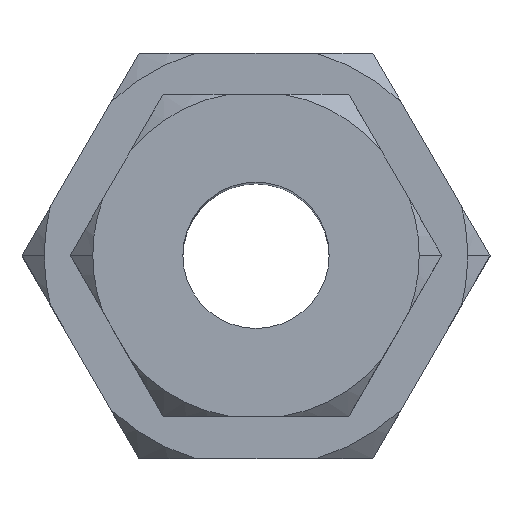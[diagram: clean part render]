
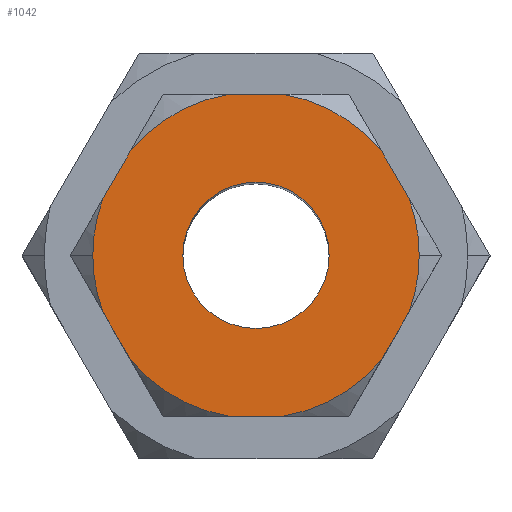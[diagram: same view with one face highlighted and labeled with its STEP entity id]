
A CAD part, top view. The second image highlights one B-rep face of the part: STEP entity #1042.
In plain terms, the highlighted planar face has unit normal (0, 0, 1).
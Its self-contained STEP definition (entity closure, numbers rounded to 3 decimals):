
#250=CARTESIAN_POINT('',(-6.5,0.,89.661));
#251=VERTEX_POINT('',#250);
#267=CARTESIAN_POINT('',(6.5,0.,89.661));
#268=VERTEX_POINT('',#267);
#275=CARTESIAN_POINT('',(0.,0.,89.661));
#276=DIRECTION('',(0.0,0.0,-1.0));
#277=DIRECTION('',(-1.0,0.0,0.0));
#278=AXIS2_PLACEMENT_3D('',#275,#276,#277);
#279=CIRCLE('',#278,6.5);
#280=EDGE_CURVE('',#251,#268,#279,.T.);
#364=CARTESIAN_POINT('',(14.498,0.,89.661));
#365=VERTEX_POINT('',#364);
#374=CARTESIAN_POINT('',(13.603,-5.013,89.661));
#375=VERTEX_POINT('',#374);
#376=CARTESIAN_POINT('',(0.,0.,89.661));
#377=DIRECTION('',(0.0,0.0,1.0));
#378=DIRECTION('',(1.0,0.0,0.0));
#379=AXIS2_PLACEMENT_3D('',#376,#377,#378);
#380=CIRCLE('',#379,14.498);
#381=EDGE_CURVE('',#375,#365,#380,.T.);
#406=CARTESIAN_POINT('',(-14.498,0.,89.661));
#407=VERTEX_POINT('',#406);
#414=CARTESIAN_POINT('',(-13.603,-5.013,89.661));
#415=VERTEX_POINT('',#414);
#429=CARTESIAN_POINT('',(0.,0.,89.661));
#430=DIRECTION('',(0.0,0.0,1.0));
#431=DIRECTION('',(1.0,0.0,0.0));
#432=AXIS2_PLACEMENT_3D('',#429,#430,#431);
#433=CIRCLE('',#432,14.498);
#434=EDGE_CURVE('',#407,#415,#433,.T.);
#445=CARTESIAN_POINT('',(-13.603,5.013,89.661));
#446=VERTEX_POINT('',#445);
#447=CARTESIAN_POINT('',(0.,0.,89.661));
#448=DIRECTION('',(0.0,0.0,1.0));
#449=DIRECTION('',(1.0,0.0,0.0));
#450=AXIS2_PLACEMENT_3D('',#447,#448,#449);
#451=CIRCLE('',#450,14.498);
#452=EDGE_CURVE('',#446,#407,#451,.T.);
#475=CARTESIAN_POINT('',(-2.46,-14.288,89.661));
#476=VERTEX_POINT('',#475);
#492=CARTESIAN_POINT('',(-11.143,-9.274,89.661));
#493=VERTEX_POINT('',#492);
#494=CARTESIAN_POINT('',(0.,0.,89.661));
#495=DIRECTION('',(0.0,0.0,1.0));
#496=DIRECTION('',(1.0,0.0,0.0));
#497=AXIS2_PLACEMENT_3D('',#494,#495,#496);
#498=CIRCLE('',#497,14.498);
#499=EDGE_CURVE('',#493,#476,#498,.T.);
#524=CARTESIAN_POINT('',(-2.46,14.287,89.661));
#525=VERTEX_POINT('',#524);
#539=CARTESIAN_POINT('',(-11.143,9.274,89.661));
#540=VERTEX_POINT('',#539);
#554=CARTESIAN_POINT('',(0.,0.,89.661));
#555=DIRECTION('',(0.0,0.0,1.0));
#556=DIRECTION('',(1.0,0.0,0.0));
#557=AXIS2_PLACEMENT_3D('',#554,#555,#556);
#558=CIRCLE('',#557,14.498);
#559=EDGE_CURVE('',#525,#540,#558,.T.);
#571=CARTESIAN_POINT('',(11.143,9.274,89.661));
#572=VERTEX_POINT('',#571);
#586=CARTESIAN_POINT('',(2.46,14.287,89.661));
#587=VERTEX_POINT('',#586);
#601=CARTESIAN_POINT('',(0.,0.,89.661));
#602=DIRECTION('',(0.0,0.0,1.0));
#603=DIRECTION('',(1.0,0.0,0.0));
#604=AXIS2_PLACEMENT_3D('',#601,#602,#603);
#605=CIRCLE('',#604,14.498);
#606=EDGE_CURVE('',#572,#587,#605,.T.);
#616=CARTESIAN_POINT('',(11.143,-9.274,89.661));
#617=VERTEX_POINT('',#616);
#633=CARTESIAN_POINT('',(2.46,-14.288,89.661));
#634=VERTEX_POINT('',#633);
#635=CARTESIAN_POINT('',(0.,0.,89.661));
#636=DIRECTION('',(0.0,0.0,1.0));
#637=DIRECTION('',(1.0,0.0,0.0));
#638=AXIS2_PLACEMENT_3D('',#635,#636,#637);
#639=CIRCLE('',#638,14.498);
#640=EDGE_CURVE('',#634,#617,#639,.T.);
#664=CARTESIAN_POINT('',(13.603,5.013,89.661));
#665=VERTEX_POINT('',#664);
#679=CARTESIAN_POINT('',(0.,0.,89.661));
#680=DIRECTION('',(0.0,0.0,1.0));
#681=DIRECTION('',(1.0,0.0,0.0));
#682=AXIS2_PLACEMENT_3D('',#679,#680,#681);
#683=CIRCLE('',#682,14.498);
#684=EDGE_CURVE('',#365,#665,#683,.T.);
#695=CARTESIAN_POINT('',(13.603,-5.013,89.661));
#696=DIRECTION('',(-0.5,-0.866,0.0));
#697=VECTOR('',#696,4.921);
#698=LINE('',#695,#697);
#699=EDGE_CURVE('',#375,#617,#698,.T.);
#733=CARTESIAN_POINT('',(2.46,-14.288,89.661));
#734=DIRECTION('',(-1.0,0.0,0.0));
#735=VECTOR('',#734,4.921);
#736=LINE('',#733,#735);
#737=EDGE_CURVE('',#634,#476,#736,.T.);
#764=CARTESIAN_POINT('',(-11.143,-9.274,89.661));
#765=DIRECTION('',(-0.5,0.866,0.0));
#766=VECTOR('',#765,4.921);
#767=LINE('',#764,#766);
#768=EDGE_CURVE('',#493,#415,#767,.T.);
#877=CARTESIAN_POINT('',(0.,0.,89.661));
#878=DIRECTION('',(0.0,0.0,-1.0));
#879=DIRECTION('',(-1.0,0.0,0.0));
#880=AXIS2_PLACEMENT_3D('',#877,#878,#879);
#881=CIRCLE('',#880,6.5);
#882=EDGE_CURVE('',#268,#251,#881,.T.);
#970=CARTESIAN_POINT('',(-2.46,14.287,89.661));
#971=DIRECTION('',(1.0,0.0,0.0));
#972=VECTOR('',#971,4.921);
#973=LINE('',#970,#972);
#974=EDGE_CURVE('',#525,#587,#973,.T.);
#989=CARTESIAN_POINT('',(11.143,9.274,89.661));
#990=DIRECTION('',(0.5,-0.866,0.0));
#991=VECTOR('',#990,4.921);
#992=LINE('',#989,#991);
#993=EDGE_CURVE('',#572,#665,#992,.T.);
#1008=CARTESIAN_POINT('',(-13.603,5.013,89.661));
#1009=DIRECTION('',(0.5,0.866,0.0));
#1010=VECTOR('',#1009,4.921);
#1011=LINE('',#1008,#1010);
#1012=EDGE_CURVE('',#446,#540,#1011,.T.);
#1017=CARTESIAN_POINT('',(-8.249,14.287,89.661));
#1018=DIRECTION('',(0.0,0.0,-1.0));
#1019=DIRECTION('',(-1.0,0.0,0.0));
#1020=AXIS2_PLACEMENT_3D('',#1017,#1018,#1019);
#1021=PLANE('',#1020);
#1022=ORIENTED_EDGE('',*,*,#381,.T.);
#1023=ORIENTED_EDGE('',*,*,#684,.T.);
#1024=ORIENTED_EDGE('',*,*,#993,.F.);
#1025=ORIENTED_EDGE('',*,*,#606,.T.);
#1026=ORIENTED_EDGE('',*,*,#974,.F.);
#1027=ORIENTED_EDGE('',*,*,#559,.T.);
#1028=ORIENTED_EDGE('',*,*,#1012,.F.);
#1029=ORIENTED_EDGE('',*,*,#452,.T.);
#1030=ORIENTED_EDGE('',*,*,#434,.T.);
#1031=ORIENTED_EDGE('',*,*,#768,.F.);
#1032=ORIENTED_EDGE('',*,*,#499,.T.);
#1033=ORIENTED_EDGE('',*,*,#737,.F.);
#1034=ORIENTED_EDGE('',*,*,#640,.T.);
#1035=ORIENTED_EDGE('',*,*,#699,.F.);
#1036=EDGE_LOOP('',(#1022,#1023,#1024,#1025,#1026,#1027,#1028,#1029,#1030,#1031,#1032,#1033,#1034,#1035));
#1037=FACE_OUTER_BOUND('',#1036,.T.);
#1038=ORIENTED_EDGE('',*,*,#280,.T.);
#1039=ORIENTED_EDGE('',*,*,#882,.T.);
#1040=EDGE_LOOP('',(#1038,#1039));
#1041=FACE_BOUND('',#1040,.T.);
#1042=ADVANCED_FACE('',(#1037,#1041),#1021,.F.);
